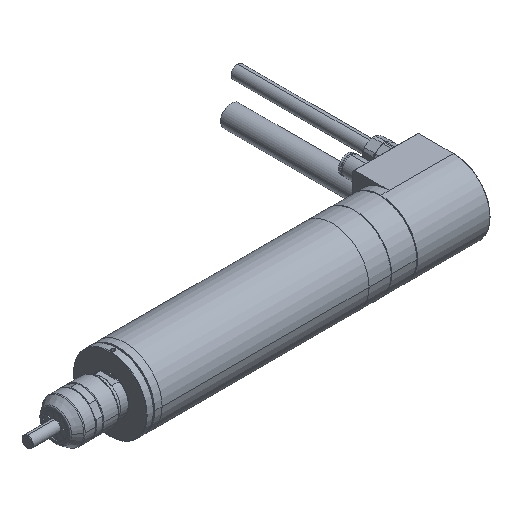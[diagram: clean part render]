
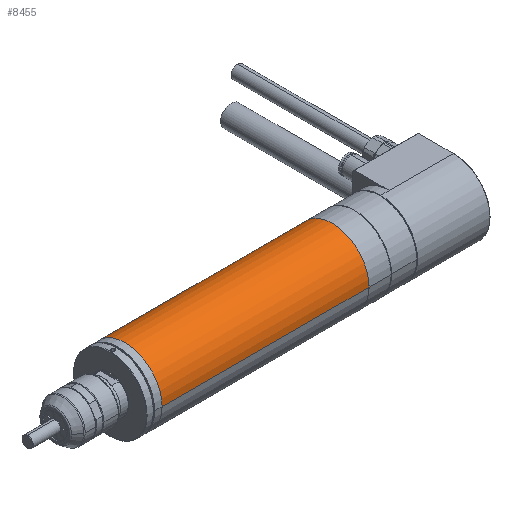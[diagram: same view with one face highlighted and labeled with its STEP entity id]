
A CAD part, isometric view. The second image highlights one B-rep face of the part: STEP entity #8455.
In plain terms, the highlighted cylindrical face has radius 20 mm (diameter 40 mm), a partial arc.
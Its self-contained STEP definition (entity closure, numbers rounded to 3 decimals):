
#46 = DIRECTION ( 'NONE',  ( 0., 1., 0. ) ) ;
#115 = VERTEX_POINT ( 'NONE', #10984 ) ;
#167 = LINE ( 'NONE', #12186, #5163 ) ;
#224 = CARTESIAN_POINT ( 'NONE',  ( -81.35, 19.7, 3.451 ) ) ;
#284 = CIRCLE ( 'NONE', #10044, 20. ) ;
#293 = DIRECTION ( 'NONE',  ( 1., 0., 0. ) ) ;
#1188 = ORIENTED_EDGE ( 'NONE', *, *, #3273, .T. ) ;
#1202 = CARTESIAN_POINT ( 'NONE',  ( -81.235, 19.9, 2.311 ) ) ;
#1326 = VECTOR ( 'NONE', #6908, 1000. ) ;
#1626 =( BOUNDED_CURVE ( )  B_SPLINE_CURVE ( 3, ( #10158, #12135, #1202, #8189 ),
 .UNSPECIFIED., .F., .F. ) 
 B_SPLINE_CURVE_WITH_KNOTS ( ( 4, 4 ),
 ( 0., 0.173 ),
 .UNSPECIFIED. ) 
 CURVE ( )  GEOMETRIC_REPRESENTATION_ITEM ( )  RATIONAL_B_SPLINE_CURVE ( ( 1., 0.997, 0.997, 1. ) ) 
 REPRESENTATION_ITEM ( '' )  );
#1881 = CARTESIAN_POINT ( 'NONE',  ( -84.465, 19.9, 2.311 ) ) ;
#1965 = CARTESIAN_POINT ( 'NONE',  ( -124.2, -20., 0. ) ) ;
#2199 = ORIENTED_EDGE ( 'NONE', *, *, #9418, .T. ) ;
#2478 = ORIENTED_EDGE ( 'NONE', *, *, #5810, .F. ) ;
#2858 = CARTESIAN_POINT ( 'NONE',  ( -84.35, 19.7, 3.451 ) ) ;
#2901 = CARTESIAN_POINT ( 'NONE',  ( -84.523, 20., 1.158 ) ) ;
#2913 = ORIENTED_EDGE ( 'NONE', *, *, #8160, .T. ) ;
#2934 = LINE ( 'NONE', #5349, #5594 ) ;
#2968 = EDGE_CURVE ( 'NONE', #6912, #10703, #284, .T. ) ;
#3273 = EDGE_CURVE ( 'NONE', #115, #9622, #6066, .T. ) ;
#3681 = LINE ( 'NONE', #12873, #1326 ) ;
#4353 = CYLINDRICAL_SURFACE ( 'NONE', #6071, 20. ) ;
#4359 = DIRECTION ( 'NONE',  ( 1., 0., 0. ) ) ;
#4419 = VERTEX_POINT ( 'NONE', #224 ) ;
#4494 = CARTESIAN_POINT ( 'NONE',  ( -12., -20., 0. ) ) ;
#4690 = FACE_OUTER_BOUND ( 'NONE', #8317, .T. ) ;
#4730 = CARTESIAN_POINT ( 'NONE',  ( -81.177, 20., 0. ) ) ;
#5154 = EDGE_CURVE ( 'NONE', #8046, #9622, #3681, .T. ) ;
#5163 = VECTOR ( 'NONE', #293, 1000. ) ;
#5349 = CARTESIAN_POINT ( 'NONE',  ( 0., -20., 0. ) ) ;
#5426 = DIRECTION ( 'NONE',  ( -1., 0., 0. ) ) ;
#5514 = VERTEX_POINT ( 'NONE', #4730 ) ;
#5594 = VECTOR ( 'NONE', #4359, 1000. ) ;
#5810 = EDGE_CURVE ( 'NONE', #5514, #10703, #167, .T. ) ;
#5945 = ORIENTED_EDGE ( 'NONE', *, *, #5154, .F. ) ;
#5968 = DIRECTION ( 'NONE',  ( 0., 1., 0. ) ) ;
#6028 = DIRECTION ( 'NONE',  ( 1., 0., 0. ) ) ;
#6066 =( BOUNDED_CURVE ( )  B_SPLINE_CURVE ( 3, ( #2858, #1881, #2901, #9887 ),
 .UNSPECIFIED., .F., .F. ) 
 B_SPLINE_CURVE_WITH_KNOTS ( ( 4, 4 ),
 ( 2.968, 3.142 ),
 .UNSPECIFIED. ) 
 CURVE ( )  GEOMETRIC_REPRESENTATION_ITEM ( )  RATIONAL_B_SPLINE_CURVE ( ( 1., 0.997, 0.997, 1. ) ) 
 REPRESENTATION_ITEM ( '' )  );
#6071 = AXIS2_PLACEMENT_3D ( 'NONE', #8990, #10962, #5968 ) ;
#6204 = VECTOR ( 'NONE', #7218, 1000. ) ;
#6238 = CARTESIAN_POINT ( 'NONE',  ( 0., 19.7, 3.451 ) ) ;
#6601 = VERTEX_POINT ( 'NONE', #1965 ) ;
#6908 = DIRECTION ( 'NONE',  ( 1., 0., 0. ) ) ;
#6912 = VERTEX_POINT ( 'NONE', #4494 ) ;
#7060 = ORIENTED_EDGE ( 'NONE', *, *, #2968, .T. ) ;
#7218 = DIRECTION ( 'NONE',  ( -1., 0., 0. ) ) ;
#7226 = CARTESIAN_POINT ( 'NONE',  ( -12., 20., 0. ) ) ;
#7719 = ORIENTED_EDGE ( 'NONE', *, *, #11318, .T. ) ;
#8046 = VERTEX_POINT ( 'NONE', #8840 ) ;
#8160 = EDGE_CURVE ( 'NONE', #8046, #6601, #12471, .T. ) ;
#8189 = CARTESIAN_POINT ( 'NONE',  ( -81.35, 19.7, 3.451 ) ) ;
#8317 = EDGE_LOOP ( 'NONE', ( #2913, #9314, #7060, #2478, #7719, #2199, #1188, #5945 ) ) ;
#8455 = ADVANCED_FACE ( 'NONE', ( #4690 ), #4353, .T. ) ;
#8840 = CARTESIAN_POINT ( 'NONE',  ( -124.2, 20., 0. ) ) ;
#8990 = CARTESIAN_POINT ( 'NONE',  ( 0., 0., 0. ) ) ;
#9314 = ORIENTED_EDGE ( 'NONE', *, *, #9492, .T. ) ;
#9418 = EDGE_CURVE ( 'NONE', #4419, #115, #11821, .T. ) ;
#9492 = EDGE_CURVE ( 'NONE', #6601, #6912, #2934, .T. ) ;
#9622 = VERTEX_POINT ( 'NONE', #11507 ) ;
#9887 = CARTESIAN_POINT ( 'NONE',  ( -84.523, 20., 0. ) ) ;
#10044 = AXIS2_PLACEMENT_3D ( 'NONE', #11401, #5426, #12394 ) ;
#10158 = CARTESIAN_POINT ( 'NONE',  ( -81.177, 20., 0. ) ) ;
#10324 = AXIS2_PLACEMENT_3D ( 'NONE', #11989, #6028, #46 ) ;
#10703 = VERTEX_POINT ( 'NONE', #7226 ) ;
#10962 = DIRECTION ( 'NONE',  ( 1., 0., 0. ) ) ;
#10984 = CARTESIAN_POINT ( 'NONE',  ( -84.35, 19.7, 3.451 ) ) ;
#11318 = EDGE_CURVE ( 'NONE', #5514, #4419, #1626, .T. ) ;
#11401 = CARTESIAN_POINT ( 'NONE',  ( -12., 0., 0. ) ) ;
#11507 = CARTESIAN_POINT ( 'NONE',  ( -84.523, 20., 0. ) ) ;
#11821 = LINE ( 'NONE', #6238, #6204 ) ;
#11989 = CARTESIAN_POINT ( 'NONE',  ( -124.2, 0., 0. ) ) ;
#12135 = CARTESIAN_POINT ( 'NONE',  ( -81.177, 20., 1.158 ) ) ;
#12186 = CARTESIAN_POINT ( 'NONE',  ( 0., 20., 0. ) ) ;
#12394 = DIRECTION ( 'NONE',  ( 0., 1., 0. ) ) ;
#12471 = CIRCLE ( 'NONE', #10324, 20. ) ;
#12873 = CARTESIAN_POINT ( 'NONE',  ( 0., 20., 0. ) ) ;
